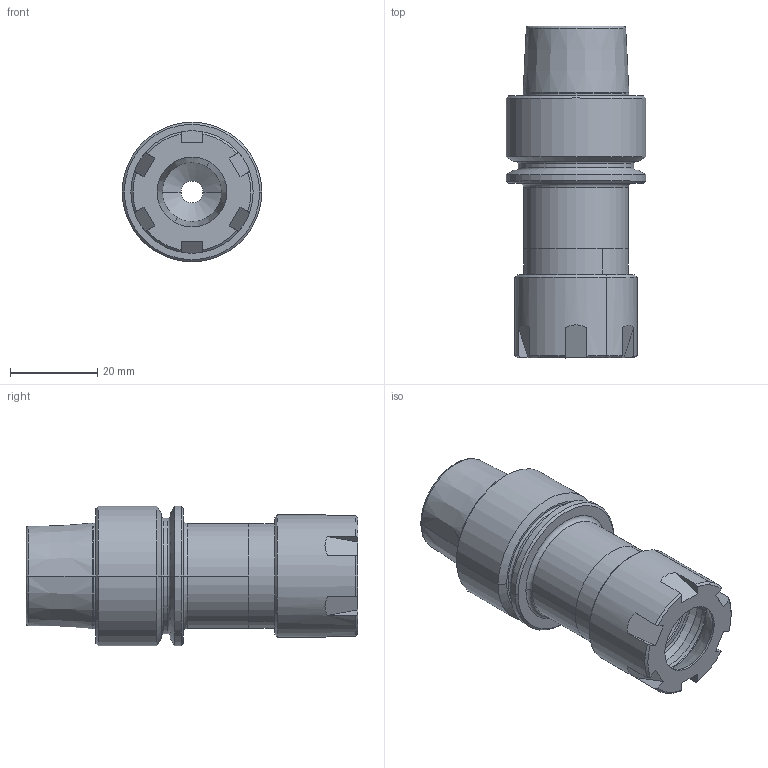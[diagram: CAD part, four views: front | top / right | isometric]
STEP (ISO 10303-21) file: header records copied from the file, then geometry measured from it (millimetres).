
FILE_DESCRIPTION(('HOOPS Exchange Step'),'2;1');
FILE_NAME('export-AED32110-293E-42B3-9B7A-17A49A0E6079.stp','2024-08-12T09:00:04+02:00',('Engineering'),('Alibre'),'HOOPS Exchange 2023.0','Alibre','Unknown authorisation');
FILE_SCHEMA( ('AP242_MANAGED_MODEL_BASED_3D_ENGINEERING_MIM_LF {1 0 10303 442 1 1 4 }') );
Length unit declared in the file: millimetre
Products named in the file (3): 1798-1 HSK-E32 ERM 20 x 060H Toolholder + Balanced Nut; 1798-2 HSK-E32 ERM 20 x 060H Toolholder + 5004 Balanced ERM20Nut; 1798 HSK-E32 ERM 20 x 060H Toolholder + Balanced Nut
Assembly tree (2 placements, depth 2):
  1798 HSK-E32 ERM 20 x 060H Toolholder + Balanced Nut
    1798-1 HSK-E32 ERM 20 x 060H Toolholder + Balanced Nut
    1798-2 HSK-E32 ERM 20 x 060H Toolholder + 5004 Balanced ERM20Nut
Bounding box: 32 x 76 x 32 mm (x, y, z)
Volume: 26189 mm3; surface area: 13819.8 mm2
Topology: 2 solids, 2 shells, 135 faces, 299 edges, 175 vertices
Faces by surface type: cone 40, cylinder 36, torus 30, plane 29
Entity records: 4024 total; most frequent: DIRECTION 767, CARTESIAN_POINT 618, ORIENTED_EDGE 598, AXIS2_PLACEMENT_3D 328, EDGE_CURVE 299, CIRCLE 181, VERTEX_POINT 175, EDGE_LOOP 146
